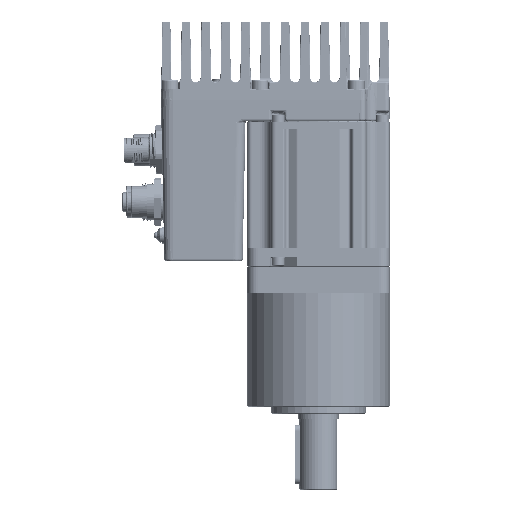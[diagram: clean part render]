
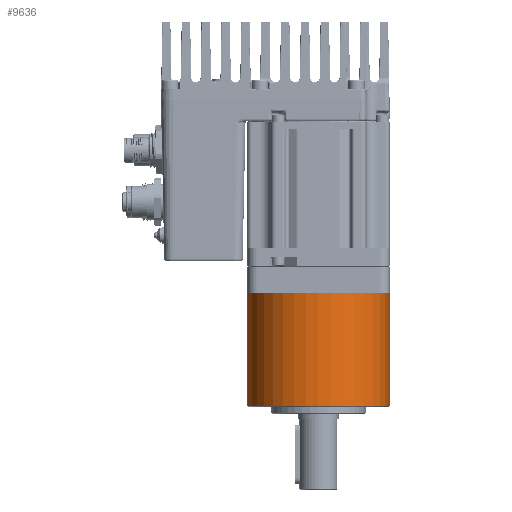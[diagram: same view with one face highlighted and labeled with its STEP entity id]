
A CAD part, left-side view. The second image highlights one B-rep face of the part: STEP entity #9636.
In plain terms, the highlighted cylindrical face has radius 30 mm (diameter 60 mm), a partial arc.
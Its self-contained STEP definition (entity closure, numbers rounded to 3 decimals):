
#9636 = ADVANCED_FACE ( 'NONE', ( #142220 ), #41676, .T. ) ;
#21157 = EDGE_CURVE ( 'NONE', #170179, #109449, #258260, .T. ) ;
#41676 = CYLINDRICAL_SURFACE ( 'NONE', #280984, 30. ) ;
#55303 = ORIENTED_EDGE ( 'NONE', *, *, #21157, .T. ) ;
#55881 = ORIENTED_EDGE ( 'NONE', *, *, #259937, .T. ) ;
#76152 = AXIS2_PLACEMENT_3D ( 'NONE', #130358, #325814, #158587 ) ;
#89912 = CIRCLE ( 'NONE', #76152, 30. ) ;
#98340 = ORIENTED_EDGE ( 'NONE', *, *, #173343, .F. ) ;
#99760 = AXIS2_PLACEMENT_3D ( 'NONE', #152904, #348249, #181021 ) ;
#109449 = VERTEX_POINT ( 'NONE', #254510 ) ;
#116132 = LINE ( 'NONE', #319839, #264706 ) ;
#130358 = CARTESIAN_POINT ( 'NONE',  ( -19.732, -46.495, 84.9 ) ) ;
#131838 = VERTEX_POINT ( 'NONE', #161189 ) ;
#133682 = EDGE_CURVE ( 'NONE', #109449, #131838, #289233, .T. ) ;
#142220 = FACE_OUTER_BOUND ( 'NONE', #301139, .T. ) ;
#152904 = CARTESIAN_POINT ( 'NONE',  ( -19.732, -46.495, 132.4 ) ) ;
#158587 = DIRECTION ( 'NONE',  ( 0., -1., 0. ) ) ;
#161189 = CARTESIAN_POINT ( 'NONE',  ( -19.732, -16.495, 84.9 ) ) ;
#170179 = VERTEX_POINT ( 'NONE', #283504 ) ;
#173343 = EDGE_CURVE ( 'NONE', #170179, #341726, #116132, .T. ) ;
#181021 = DIRECTION ( 'NONE',  ( 0., -1., 0. ) ) ;
#195276 = CARTESIAN_POINT ( 'NONE',  ( -19.732, -76.495, 84.9 ) ) ;
#206367 = VECTOR ( 'NONE', #315546, 1000. ) ;
#253374 = DIRECTION ( 'NONE',  ( 0., -1., 0. ) ) ;
#254510 = CARTESIAN_POINT ( 'NONE',  ( -19.732, -16.495, 132.4 ) ) ;
#255793 = DIRECTION ( 'NONE',  ( 0., 0., -1. ) ) ;
#258260 = CIRCLE ( 'NONE', #99760, 30. ) ;
#259885 = CARTESIAN_POINT ( 'NONE',  ( -19.732, -46.495, 132.4 ) ) ;
#259937 = EDGE_CURVE ( 'NONE', #131838, #341726, #89912, .T. ) ;
#264706 = VECTOR ( 'NONE', #347882, 1000. ) ;
#280984 = AXIS2_PLACEMENT_3D ( 'NONE', #259885, #255793, #253374 ) ;
#283504 = CARTESIAN_POINT ( 'NONE',  ( -19.732, -76.495, 132.4 ) ) ;
#287566 = CARTESIAN_POINT ( 'NONE',  ( -19.732, -16.495, 132.4 ) ) ;
#289233 = LINE ( 'NONE', #287566, #206367 ) ;
#301139 = EDGE_LOOP ( 'NONE', ( #55303, #313921, #55881, #98340 ) ) ;
#313921 = ORIENTED_EDGE ( 'NONE', *, *, #133682, .T. ) ;
#315546 = DIRECTION ( 'NONE',  ( 0., 0., -1. ) ) ;
#319839 = CARTESIAN_POINT ( 'NONE',  ( -19.732, -76.495, 132.4 ) ) ;
#325814 = DIRECTION ( 'NONE',  ( 0., 0., 1. ) ) ;
#341726 = VERTEX_POINT ( 'NONE', #195276 ) ;
#347882 = DIRECTION ( 'NONE',  ( 0., 0., -1. ) ) ;
#348249 = DIRECTION ( 'NONE',  ( 0., 0., -1. ) ) ;
